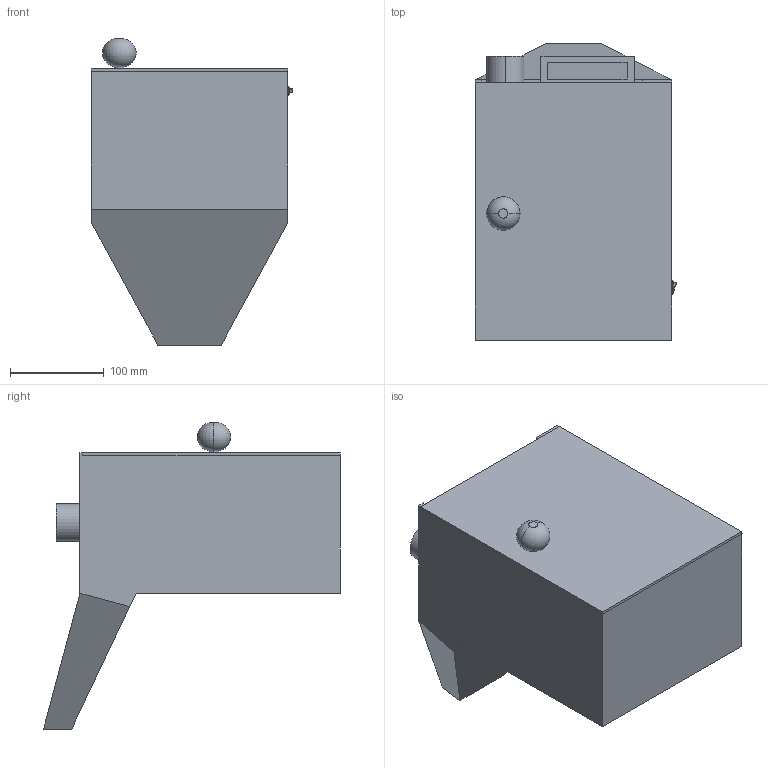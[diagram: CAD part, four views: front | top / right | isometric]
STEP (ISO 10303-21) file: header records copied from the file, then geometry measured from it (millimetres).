
FILE_DESCRIPTION (( 'STEP AP214' ), '1' );
FILE_NAME ('Assem1.STEP', '2020-06-15T09:20:49', ( '' ), ( '' ), 'SwSTEP 2.0', 'SolidWorks 2016', '' );
FILE_SCHEMA (( 'AUTOMOTIVE_DESIGN' ));
Length unit declared in the file: millimetre
Products named in the file (6): Part7; Part6; Part3; switch; Part2; Assem1
Assembly tree (5 placements, depth 2):
  Assem1
    Part2
    Part3
    Part6
    Part7
    switch
Bounding box: 215.15 x 316.82 x 326.59 mm (x, y, z)
Volume: 8321312.5 mm3; surface area: 755385.6 mm2
Topology: 5 solids, 5 shells, 188 faces, 453 edges, 279 vertices
Faces by surface type: plane 121, cylinder 38, bspline 23, torus 6
Entity records: 6519 total; most frequent: CARTESIAN_POINT 1362, ORIENTED_EDGE 892, DIRECTION 844, EDGE_CURVE 446, VECTOR 326, LINE 326, VERTEX_POINT 279, AXIS2_PLACEMENT_3D 259
